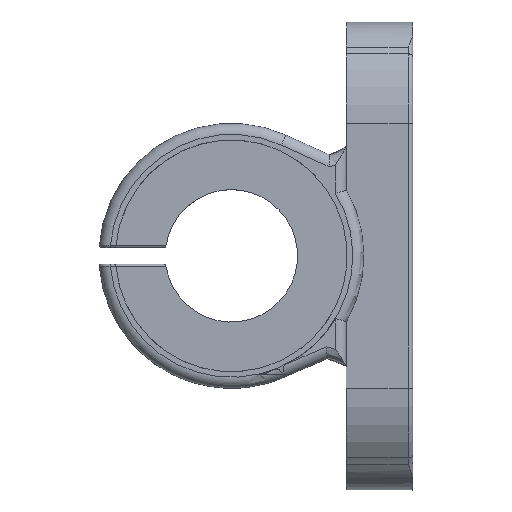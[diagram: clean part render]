
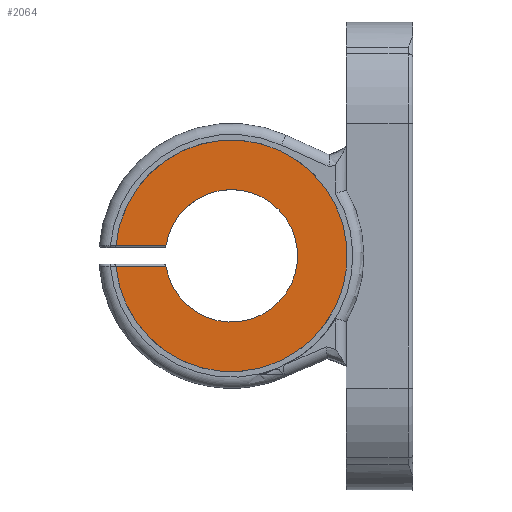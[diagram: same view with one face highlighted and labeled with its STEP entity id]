
A CAD part, top view. The second image highlights one B-rep face of the part: STEP entity #2064.
In plain terms, the highlighted planar face has unit normal (0, 0, 1).
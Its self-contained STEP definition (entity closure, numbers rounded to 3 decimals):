
#115=PLANE('',#2247);
#191=CIRCLE('',#2245,10.5);
#192=CIRCLE('',#2246,10.5);
#193=CIRCLE('',#2248,6.);
#299=FACE_OUTER_BOUND('',#426,.T.);
#426=EDGE_LOOP('',(#1814,#1815,#1816,#1817,#1818,#1819));
#558=LINE('',#4494,#695);
#562=LINE('',#4525,#699);
#580=LINE('',#4971,#717);
#695=VECTOR('',#2610,10.);
#699=VECTOR('',#2630,10.);
#717=VECTOR('',#2692,10.);
#982=VERTEX_POINT('',#4488);
#983=VERTEX_POINT('',#4493);
#989=VERTEX_POINT('',#4519);
#990=VERTEX_POINT('',#4524);
#1004=VERTEX_POINT('',#4964);
#1005=VERTEX_POINT('',#4967);
#1241=EDGE_CURVE('',#982,#983,#558,.T.);
#1252=EDGE_CURVE('',#989,#990,#562,.T.);
#1288=EDGE_CURVE('',#990,#1004,#191,.T.);
#1291=EDGE_CURVE('',#1005,#982,#192,.T.);
#1292=EDGE_CURVE('',#1005,#1004,#580,.T.);
#1293=EDGE_CURVE('',#983,#989,#193,.T.);
#1814=ORIENTED_EDGE('',*,*,#1241,.F.);
#1815=ORIENTED_EDGE('',*,*,#1291,.F.);
#1816=ORIENTED_EDGE('',*,*,#1292,.T.);
#1817=ORIENTED_EDGE('',*,*,#1288,.F.);
#1818=ORIENTED_EDGE('',*,*,#1252,.F.);
#1819=ORIENTED_EDGE('',*,*,#1293,.F.);
#2064=ADVANCED_FACE('',(#299),#115,.T.);
#2245=AXIS2_PLACEMENT_3D('',#4965,#2684,#2685);
#2246=AXIS2_PLACEMENT_3D('',#4969,#2688,#2689);
#2247=AXIS2_PLACEMENT_3D('',#4970,#2690,#2691);
#2248=AXIS2_PLACEMENT_3D('',#4972,#2693,#2694);
#2610=DIRECTION('',(1.,0.,0.));
#2630=DIRECTION('',(-1.,0.,0.));
#2684=DIRECTION('center_axis',(0.,0.,
-1.));
#2685=DIRECTION('ref_axis',(-1.,0.,0.));
#2688=DIRECTION('center_axis',(0.,0.,
-1.));
#2689=DIRECTION('ref_axis',(-1.,0.,0.));
#2690=DIRECTION('center_axis',(0.,0.,
1.));
#2691=DIRECTION('ref_axis',(-1.,0.,0.));
#2692=DIRECTION('',(0.,1.,0.));
#2693=DIRECTION('center_axis',(0.,0.,
1.));
#2694=DIRECTION('ref_axis',(-1.,0.,0.));
#4488=CARTESIAN_POINT('',(-99.711,127.586,44.367));
#4493=CARTESIAN_POINT('',(-95.178,127.586,44.367));
#4494=CARTESIAN_POINT('',(-95.594,127.586,44.367));
#4519=CARTESIAN_POINT('',(-95.178,129.486,44.367));
#4524=CARTESIAN_POINT('',(-99.711,129.486,44.367));
#4525=CARTESIAN_POINT('',(-89.254,129.486,44.367));
#4964=CARTESIAN_POINT('',(-78.829,129.791,44.367));
#4965=CARTESIAN_POINT('Origin',(-89.254,128.536,44.367));
#4967=CARTESIAN_POINT('',(-78.829,127.281,44.367));
#4969=CARTESIAN_POINT('Origin',(-89.254,128.536,44.367));
#4970=CARTESIAN_POINT('Origin',(-89.254,128.536,44.367));
#4971=CARTESIAN_POINT('',(-78.829,128.539,44.367));
#4972=CARTESIAN_POINT('Origin',(-89.254,128.536,44.367));
